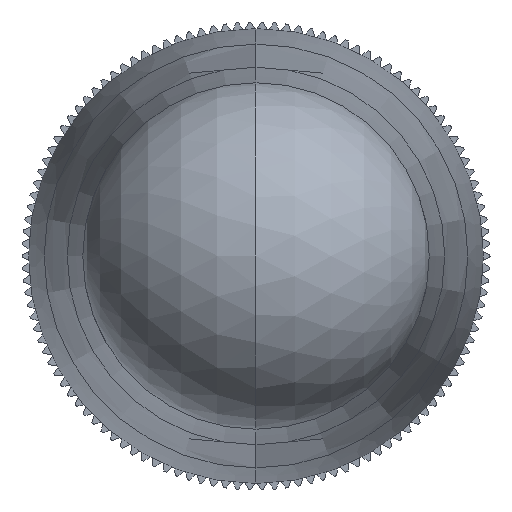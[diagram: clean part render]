
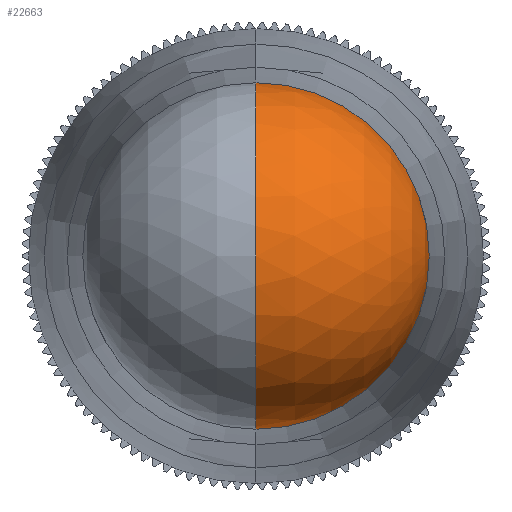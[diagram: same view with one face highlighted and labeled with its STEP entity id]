
A CAD part, left-side view. The second image highlights one B-rep face of the part: STEP entity #22663.
In plain terms, the highlighted spherical face has radius 5.359 mm.
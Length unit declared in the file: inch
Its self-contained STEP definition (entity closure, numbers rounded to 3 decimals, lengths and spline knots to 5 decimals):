
#464 = DIRECTION ( 'NONE',  ( 0., 1., 0. ) ) ;
#2767 = DIRECTION ( 'NONE',  ( 0., 0., 1. ) ) ;
#3330 = AXIS2_PLACEMENT_3D ( 'NONE', #12644, #28113, #15014 ) ;
#8127 = CARTESIAN_POINT ( 'NONE',  ( -15.2265, 0., 0. ) ) ;
#8277 = ORIENTED_EDGE ( 'NONE', *, *, #16883, .F. ) ;
#8583 = VERTEX_POINT ( 'NONE', #25291 ) ;
#9144 = DIRECTION ( 'NONE',  ( 0., 0., -1. ) ) ;
#9208 = EDGE_CURVE ( 'NONE', #10179, #8583, #24902, .T. ) ;
#9376 = CARTESIAN_POINT ( 'NONE',  ( -15.2265, 0., -0.211 ) ) ;
#10179 = VERTEX_POINT ( 'NONE', #14762 ) ;
#11558 = CARTESIAN_POINT ( 'NONE',  ( -15.2265, 0., 0. ) ) ;
#12644 = CARTESIAN_POINT ( 'NONE',  ( -15.2265, 0., 0. ) ) ;
#14762 = CARTESIAN_POINT ( 'NONE',  ( -15.4375, 0., 0. ) ) ;
#14951 = AXIS2_PLACEMENT_3D ( 'NONE', #8127, #23591, #19049 ) ;
#15014 = DIRECTION ( 'NONE',  ( 0., 0., -1. ) ) ;
#15236 = VERTEX_POINT ( 'NONE', #9376 ) ;
#16883 = EDGE_CURVE ( 'NONE', #8583, #15236, #27184, .T. ) ;
#17390 = ORIENTED_EDGE ( 'NONE', *, *, #17555, .T. ) ;
#17555 = EDGE_CURVE ( 'NONE', #10179, #15236, #27913, .T. ) ;
#18855 = FACE_OUTER_BOUND ( 'NONE', #24532, .T. ) ;
#19049 = DIRECTION ( 'NONE',  ( 0., 0., -1. ) ) ;
#19178 = SPHERICAL_SURFACE ( 'NONE', #3330, 0.211 ) ;
#20239 = DIRECTION ( 'NONE',  ( 1., 0., 0. ) ) ;
#21417 = AXIS2_PLACEMENT_3D ( 'NONE', #22387, #20239, #9144 ) ;
#22387 = CARTESIAN_POINT ( 'NONE',  ( -15.2265, 0., 0. ) ) ;
#22663 = ADVANCED_FACE ( 'NONE', ( #18855 ), #19178, .T. ) ;
#23007 = ORIENTED_EDGE ( 'NONE', *, *, #9208, .F. ) ;
#23591 = DIRECTION ( 'NONE',  ( 0., -1., 0. ) ) ;
#24532 = EDGE_LOOP ( 'NONE', ( #23007, #17390, #8277 ) ) ;
#24902 = CIRCLE ( 'NONE', #24905, 0.211 ) ;
#24905 = AXIS2_PLACEMENT_3D ( 'NONE', #11558, #464, #2767 ) ;
#25291 = CARTESIAN_POINT ( 'NONE',  ( -15.2265, 0., 0.211 ) ) ;
#27184 = CIRCLE ( 'NONE', #21417, 0.211 ) ;
#27913 = CIRCLE ( 'NONE', #14951, 0.211 ) ;
#28113 = DIRECTION ( 'NONE',  ( 0., 1., 0. ) ) ;
